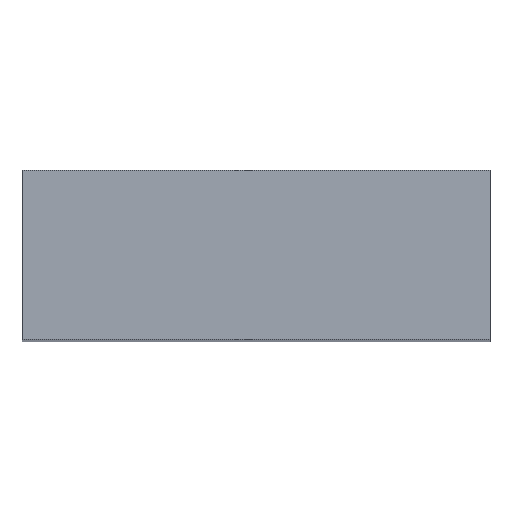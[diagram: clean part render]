
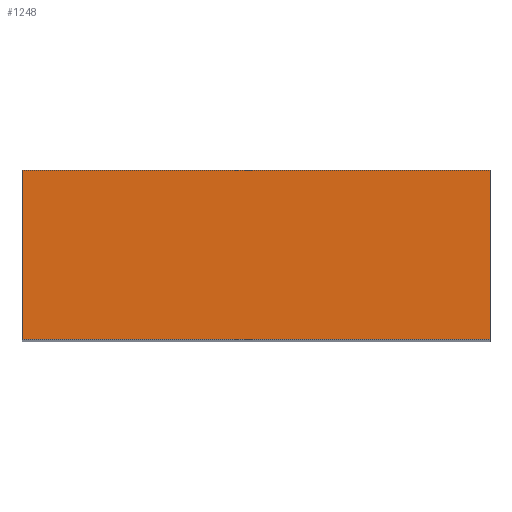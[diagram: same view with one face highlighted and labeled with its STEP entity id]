
A CAD part, top view. The second image highlights one B-rep face of the part: STEP entity #1248.
In plain terms, the highlighted planar face has unit normal (0, 0, 1).
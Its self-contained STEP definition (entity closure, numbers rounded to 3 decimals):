
#252 = CARTESIAN_POINT ( 'NONE',  ( 0., 0., 0. ) ) ;
#257 = CARTESIAN_POINT ( 'NONE',  ( 105., 38., 0. ) ) ;
#282 = PLANE ( 'NONE',  #801 ) ;
#325 = EDGE_CURVE ( 'NONE', #707, #1145, #1171, .T. ) ;
#432 = VERTEX_POINT ( 'NONE', #257 ) ;
#452 = CARTESIAN_POINT ( 'NONE',  ( 105., 0., 0. ) ) ;
#543 = VECTOR ( 'NONE', #1138, 1000. ) ;
#593 = CARTESIAN_POINT ( 'NONE',  ( 105., 38., 0. ) ) ;
#606 = LINE ( 'NONE', #452, #543 ) ;
#608 = LINE ( 'NONE', #1146, #1104 ) ;
#675 = FACE_OUTER_BOUND ( 'NONE', #816, .T. ) ;
#676 = ORIENTED_EDGE ( 'NONE', *, *, #885, .F. ) ;
#684 = DIRECTION ( 'NONE',  ( -1., 0., 0. ) ) ;
#707 = VERTEX_POINT ( 'NONE', #987 ) ;
#750 = CARTESIAN_POINT ( 'NONE',  ( 105., 0., 0. ) ) ;
#759 = DIRECTION ( 'NONE',  ( 0., 0., -1. ) ) ;
#801 = AXIS2_PLACEMENT_3D ( 'NONE', #850, #759, #1240 ) ;
#816 = EDGE_LOOP ( 'NONE', ( #1255, #676, #1117, #891 ) ) ;
#850 = CARTESIAN_POINT ( 'NONE',  ( 105., 0., 0. ) ) ;
#885 = EDGE_CURVE ( 'NONE', #922, #1145, #608, .T. ) ;
#891 = ORIENTED_EDGE ( 'NONE', *, *, #992, .T. ) ;
#922 = VERTEX_POINT ( 'NONE', #750 ) ;
#929 = DIRECTION ( 'NONE',  ( 0., -1., 0. ) ) ;
#987 = CARTESIAN_POINT ( 'NONE',  ( 0., 38., 0. ) ) ;
#992 = EDGE_CURVE ( 'NONE', #432, #707, #1063, .T. ) ;
#1063 = LINE ( 'NONE', #593, #1228 ) ;
#1098 = VECTOR ( 'NONE', #929, 1000. ) ;
#1104 = VECTOR ( 'NONE', #1226, 1000. ) ;
#1117 = ORIENTED_EDGE ( 'NONE', *, *, #1152, .F. ) ;
#1138 = DIRECTION ( 'NONE',  ( 0., -1., 0. ) ) ;
#1145 = VERTEX_POINT ( 'NONE', #1227 ) ;
#1146 = CARTESIAN_POINT ( 'NONE',  ( 105., 0., 0. ) ) ;
#1152 = EDGE_CURVE ( 'NONE', #432, #922, #606, .T. ) ;
#1171 = LINE ( 'NONE', #252, #1098 ) ;
#1226 = DIRECTION ( 'NONE',  ( -1., 0., 0. ) ) ;
#1227 = CARTESIAN_POINT ( 'NONE',  ( 0., 0., 0. ) ) ;
#1228 = VECTOR ( 'NONE', #684, 1000. ) ;
#1240 = DIRECTION ( 'NONE',  ( -1., 0., 0. ) ) ;
#1248 = ADVANCED_FACE ( 'NONE', ( #675 ), #282, .F. ) ;
#1255 = ORIENTED_EDGE ( 'NONE', *, *, #325, .T. ) ;
